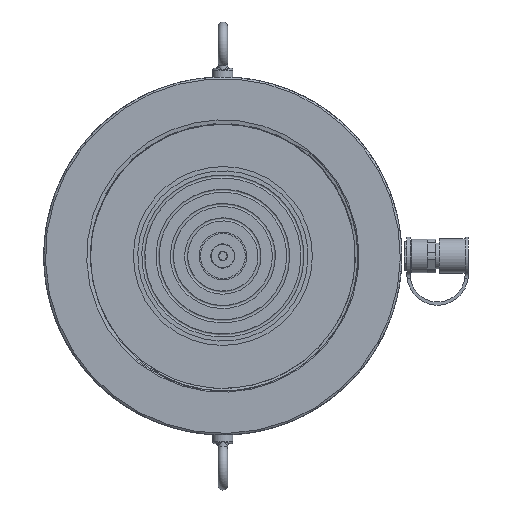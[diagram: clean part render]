
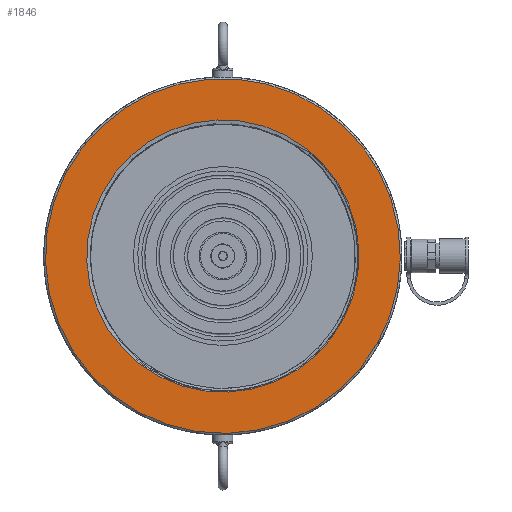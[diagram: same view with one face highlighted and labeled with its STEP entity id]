
A CAD part, left-side view. The second image highlights one B-rep face of the part: STEP entity #1846.
In plain terms, the highlighted planar face has unit normal (-1, 0, 0).
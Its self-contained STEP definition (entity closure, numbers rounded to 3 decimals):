
#1846 = ADVANCED_FACE ( 'NONE', ( #16016, #73073 ), #14769, .F. ) ;
#2774 = AXIS2_PLACEMENT_3D ( 'NONE', #247935, #171888, #51568 ) ;
#8946 = EDGE_LOOP ( 'NONE', ( #172149 ) ) ;
#9984 = CARTESIAN_POINT ( 'NONE',  ( -6.9, 4.222, 3.245 ) ) ;
#14769 = PLANE ( 'NONE',  #2774 ) ;
#16016 = FACE_BOUND ( 'NONE', #8946, .T. ) ;
#19990 = AXIS2_PLACEMENT_3D ( 'NONE', #136447, #237570, #23501 ) ;
#23501 = DIRECTION ( 'NONE',  ( 0., 0.793, 0.609 ) ) ;
#34048 = VERTEX_POINT ( 'NONE', #9984 ) ;
#41361 = DIRECTION ( 'NONE',  ( 0., 0.793, 0.609 ) ) ;
#51568 = DIRECTION ( 'NONE',  ( 0., -0.793, -0.609 ) ) ;
#68324 = CARTESIAN_POINT ( 'NONE',  ( -6.9, 5.503, 4.229 ) ) ;
#73073 = FACE_OUTER_BOUND ( 'NONE', #146512, .T. ) ;
#120035 = DIRECTION ( 'NONE',  ( -1., 0., 0. ) ) ;
#129442 = CIRCLE ( 'NONE', #246711, 5.325 ) ;
#136447 = CARTESIAN_POINT ( 'NONE',  ( -6.9, 0., 0. ) ) ;
#139039 = CARTESIAN_POINT ( 'NONE',  ( -6.9, 0., 0. ) ) ;
#146512 = EDGE_LOOP ( 'NONE', ( #201428 ) ) ;
#148149 = EDGE_CURVE ( 'NONE', #34048, #34048, #129442, .T. ) ;
#167105 = VERTEX_POINT ( 'NONE', #68324 ) ;
#171888 = DIRECTION ( 'NONE',  ( 1., 0., 0. ) ) ;
#172149 = ORIENTED_EDGE ( 'NONE', *, *, #148149, .F. ) ;
#174713 = EDGE_CURVE ( 'NONE', #167105, #167105, #250640, .T. ) ;
#201428 = ORIENTED_EDGE ( 'NONE', *, *, #174713, .T. ) ;
#237570 = DIRECTION ( 'NONE',  ( -1., 0., 0. ) ) ;
#246711 = AXIS2_PLACEMENT_3D ( 'NONE', #139039, #120035, #41361 ) ;
#247935 = CARTESIAN_POINT ( 'NONE',  ( -6.9, 4.229, -5.503 ) ) ;
#250640 = CIRCLE ( 'NONE', #19990, 6.94 ) ;
